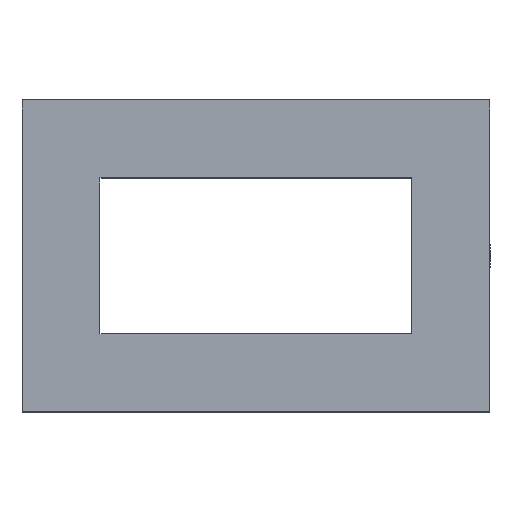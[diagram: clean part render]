
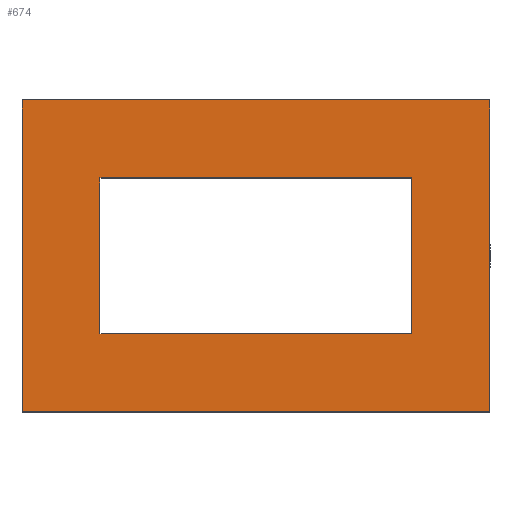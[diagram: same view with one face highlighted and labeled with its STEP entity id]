
A CAD part, top view. The second image highlights one B-rep face of the part: STEP entity #674.
In plain terms, the highlighted planar face has unit normal (0, 0, 1).
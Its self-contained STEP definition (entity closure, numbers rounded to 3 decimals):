
#12 = VERTEX_POINT ( 'NONE', #359 ) ;
#27 = DIRECTION ( 'NONE',  ( 1., 0., 0. ) ) ;
#31 = CARTESIAN_POINT ( 'NONE',  ( 0., 0., 4. ) ) ;
#33 = EDGE_CURVE ( 'NONE', #182, #751, #287, .T. ) ;
#34 = DIRECTION ( 'NONE',  ( 0., 1., 0. ) ) ;
#44 = DIRECTION ( 'NONE',  ( 0., -1., 0. ) ) ;
#56 = CARTESIAN_POINT ( 'NONE',  ( 0., 40., 4. ) ) ;
#57 = FACE_BOUND ( 'NONE', #675, .T. ) ;
#62 = DIRECTION ( 'NONE',  ( 0., -1., 0. ) ) ;
#90 = LINE ( 'NONE', #362, #384 ) ;
#114 = VECTOR ( 'NONE', #27, 1000. ) ;
#126 = ORIENTED_EDGE ( 'NONE', *, *, #663, .T. ) ;
#128 = LINE ( 'NONE', #736, #712 ) ;
#131 = DIRECTION ( 'NONE',  ( -1., 0., 0. ) ) ;
#163 = DIRECTION ( 'NONE',  ( -1., 0., 0. ) ) ;
#173 = PLANE ( 'NONE',  #364 ) ;
#182 = VERTEX_POINT ( 'NONE', #56 ) ;
#187 = VERTEX_POINT ( 'NONE', #305 ) ;
#193 = CARTESIAN_POINT ( 'NONE',  ( 10., 0., 4. ) ) ;
#194 = CARTESIAN_POINT ( 'NONE',  ( 10., 30., 4. ) ) ;
#235 = ORIENTED_EDGE ( 'NONE', *, *, #243, .T. ) ;
#236 = LINE ( 'NONE', #460, #303 ) ;
#243 = EDGE_CURVE ( 'NONE', #445, #187, #128, .T. ) ;
#265 = DIRECTION ( 'NONE',  ( 1., 0., 0. ) ) ;
#287 = LINE ( 'NONE', #703, #789 ) ;
#303 = VECTOR ( 'NONE', #131, 1000. ) ;
#305 = CARTESIAN_POINT ( 'NONE',  ( 50., 10., 4. ) ) ;
#306 = ORIENTED_EDGE ( 'NONE', *, *, #652, .T. ) ;
#307 = DIRECTION ( 'NONE',  ( 0., 0., 1. ) ) ;
#326 = VECTOR ( 'NONE', #363, 1000. ) ;
#333 = EDGE_LOOP ( 'NONE', ( #569, #767, #669, #306 ) ) ;
#335 = CARTESIAN_POINT ( 'NONE',  ( 50., 30., 4. ) ) ;
#342 = ORIENTED_EDGE ( 'NONE', *, *, #347, .T. ) ;
#347 = EDGE_CURVE ( 'NONE', #187, #642, #236, .T. ) ;
#353 = CARTESIAN_POINT ( 'NONE',  ( 60., 0., 4. ) ) ;
#359 = CARTESIAN_POINT ( 'NONE',  ( 60., 40., 4. ) ) ;
#361 = LINE ( 'NONE', #31, #114 ) ;
#362 = CARTESIAN_POINT ( 'NONE',  ( 60., 0., 4. ) ) ;
#363 = DIRECTION ( 'NONE',  ( 1., 0., 0. ) ) ;
#364 = AXIS2_PLACEMENT_3D ( 'NONE', #855, #307, #265 ) ;
#367 = LINE ( 'NONE', #490, #495 ) ;
#384 = VECTOR ( 'NONE', #34, 1000. ) ;
#445 = VERTEX_POINT ( 'NONE', #335 ) ;
#460 = CARTESIAN_POINT ( 'NONE',  ( 0., 10., 4. ) ) ;
#469 = EDGE_CURVE ( 'NONE', #751, #638, #361, .T. ) ;
#488 = FACE_OUTER_BOUND ( 'NONE', #333, .T. ) ;
#490 = CARTESIAN_POINT ( 'NONE',  ( 0., 40., 4. ) ) ;
#495 = VECTOR ( 'NONE', #163, 1000. ) ;
#531 = DIRECTION ( 'NONE',  ( 0., 1., 0. ) ) ;
#566 = LINE ( 'NONE', #766, #326 ) ;
#569 = ORIENTED_EDGE ( 'NONE', *, *, #33, .T. ) ;
#611 = EDGE_CURVE ( 'NONE', #638, #12, #90, .T. ) ;
#627 = VECTOR ( 'NONE', #531, 1000. ) ;
#638 = VERTEX_POINT ( 'NONE', #353 ) ;
#642 = VERTEX_POINT ( 'NONE', #765 ) ;
#652 = EDGE_CURVE ( 'NONE', #12, #182, #367, .T. ) ;
#663 = EDGE_CURVE ( 'NONE', #730, #445, #566, .T. ) ;
#669 = ORIENTED_EDGE ( 'NONE', *, *, #611, .T. ) ;
#674 = ADVANCED_FACE ( 'NONE', ( #488, #57 ), #173, .T. ) ;
#675 = EDGE_LOOP ( 'NONE', ( #235, #342, #822, #126 ) ) ;
#703 = CARTESIAN_POINT ( 'NONE',  ( 0., 0., 4. ) ) ;
#712 = VECTOR ( 'NONE', #62, 1000. ) ;
#730 = VERTEX_POINT ( 'NONE', #194 ) ;
#735 = CARTESIAN_POINT ( 'NONE',  ( 0., 0., 4. ) ) ;
#736 = CARTESIAN_POINT ( 'NONE',  ( 50., 0., 4. ) ) ;
#751 = VERTEX_POINT ( 'NONE', #735 ) ;
#765 = CARTESIAN_POINT ( 'NONE',  ( 10., 10., 4. ) ) ;
#766 = CARTESIAN_POINT ( 'NONE',  ( 0., 30., 4. ) ) ;
#767 = ORIENTED_EDGE ( 'NONE', *, *, #469, .T. ) ;
#789 = VECTOR ( 'NONE', #44, 1000. ) ;
#813 = LINE ( 'NONE', #193, #627 ) ;
#822 = ORIENTED_EDGE ( 'NONE', *, *, #835, .T. ) ;
#835 = EDGE_CURVE ( 'NONE', #642, #730, #813, .T. ) ;
#855 = CARTESIAN_POINT ( 'NONE',  ( 0., 0., 4. ) ) ;
